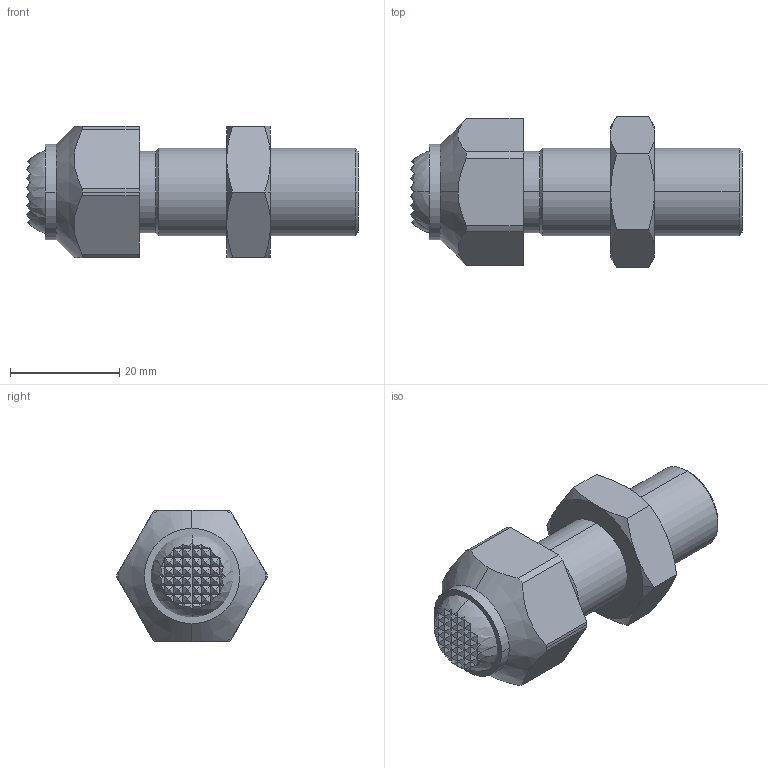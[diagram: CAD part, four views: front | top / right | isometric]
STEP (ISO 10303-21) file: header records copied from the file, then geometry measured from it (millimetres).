
FILE_DESCRIPTION(('STEP AP214'),'1');
FILE_NAME('HALDERN_EH_22741_0324.stp','2017-05-09T08:18:19',('TraceParts'),('TraceParts S.A.'),'Spatial InterOp 3D',' ',' ');
FILE_SCHEMA(('automotive_design'));
Length unit declared in the file: millimetre
Products named in the file (3): HALDERN_EH_22741_0324_1; HALDERN_EH_22741_0324_2; HALDERN_EH_22741_0324_3
Bounding box: 60.7 x 27.71 x 24 mm (x, y, z)
Volume: 19900.5 mm3; surface area: 6586.5 mm2
Topology: 3 solids, 3 shells, 270 faces, 516 edges, 249 vertices
Faces by surface type: plane 226, cone 26, cylinder 16, sphere 2
Entity records: 8634 total; most frequent: DIRECTION 1174, CARTESIAN_POINT 1146, ORIENTED_EDGE 1024, EDGE_CURVE 512, AXIS2_PLACEMENT_3D 421, LINE 332, VECTOR 332, EDGE_LOOP 273
